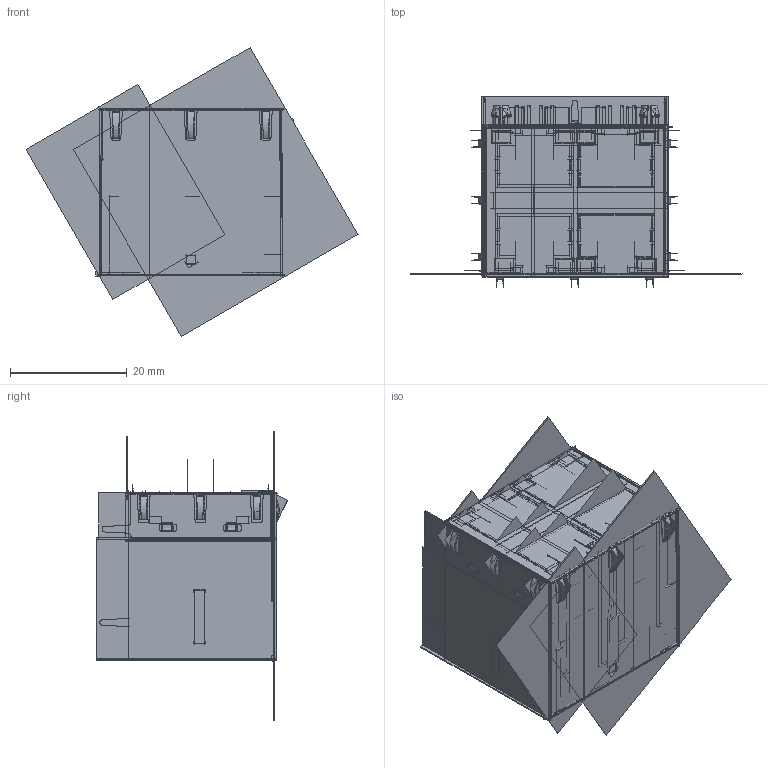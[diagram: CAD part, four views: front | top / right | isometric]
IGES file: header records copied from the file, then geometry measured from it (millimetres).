
Start section:  PTC IGES file: dgkyd22b083db2a4d068_asm.igs
Global section: file name: dgkyd22b083db2a4d068_asm.igs; native system: Creo Parametric by PTC Inc.; preprocessor: 2018400; author: Administrator; organization: Unknown; date: 20211209.153909; units: millimetre
Bounding box: 56.95 x 32.79 x 49.57 mm (x, y, z)
Surface area: 178192 mm2 (no closed solid volume)
Topology: 0 solids, 0 shells, 9294 faces, 147012 edges, 195496 vertices
Faces by surface type: bspline 8100, revolution 1158, extrusion 36
